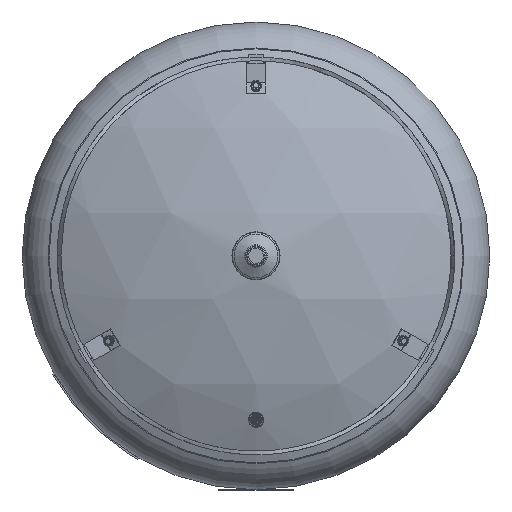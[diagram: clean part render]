
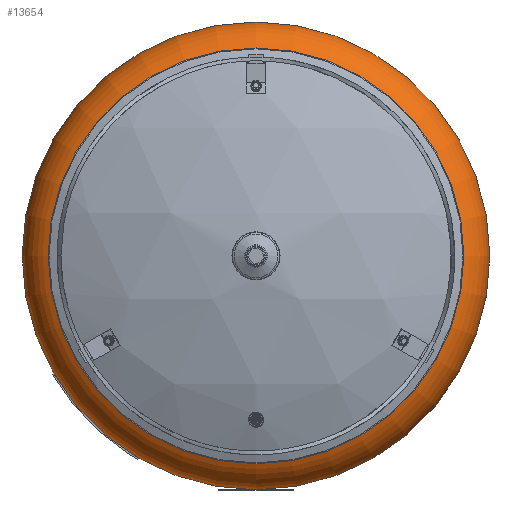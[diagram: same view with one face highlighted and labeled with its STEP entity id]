
A CAD part, front view. The second image highlights one B-rep face of the part: STEP entity #13654.
In plain terms, the highlighted toroidal (fillet/blend) face has major radius 248 mm and minor radius 62 mm.
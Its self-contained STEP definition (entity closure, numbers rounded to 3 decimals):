
#13424=CARTESIAN_POINT('',(275.556,-892.365,0.));
#13425=VERTEX_POINT('',#13424);
#13426=CARTESIAN_POINT('',(0.,-892.365,0.));
#13427=DIRECTION('',(0.0,-1.0,0.0));
#13428=DIRECTION('',(1.0,0.0,0.0));
#13429=AXIS2_PLACEMENT_3D('',#13426,#13427,#13428);
#13430=CIRCLE('',#13429,275.556);
#13431=EDGE_CURVE('',#13425,#13425,#13430,.T.);
#13628=CARTESIAN_POINT('',(310.0,-836.825,0.));
#13629=VERTEX_POINT('',#13628);
#13630=CARTESIAN_POINT('',(0.,-836.825,0.));
#13631=DIRECTION('',(0.0,-1.0,0.0));
#13632=DIRECTION('',(1.0,0.0,0.0));
#13633=AXIS2_PLACEMENT_3D('',#13630,#13631,#13632);
#13634=CIRCLE('',#13633,310.0);
#13635=EDGE_CURVE('',#13629,#13629,#13634,.T.);
#13643=CARTESIAN_POINT('',(0.,-836.825,0.));
#13644=DIRECTION('',(0.,-1.0,0.));
#13645=DIRECTION('',(0.0,0.0,1.0));
#13646=AXIS2_PLACEMENT_3D('',#13643,#13644,#13645);
#13647=TOROIDAL_SURFACE('',#13646,248.,62.0);
#13648=ORIENTED_EDGE('',*,*,#13431,.F.);
#13649=EDGE_LOOP('',(#13648));
#13650=FACE_OUTER_BOUND('',#13649,.T.);
#13651=ORIENTED_EDGE('',*,*,#13635,.T.);
#13652=EDGE_LOOP('',(#13651));
#13653=FACE_BOUND('',#13652,.T.);
#13654=ADVANCED_FACE('',(#13650,#13653),#13647,.T.);
